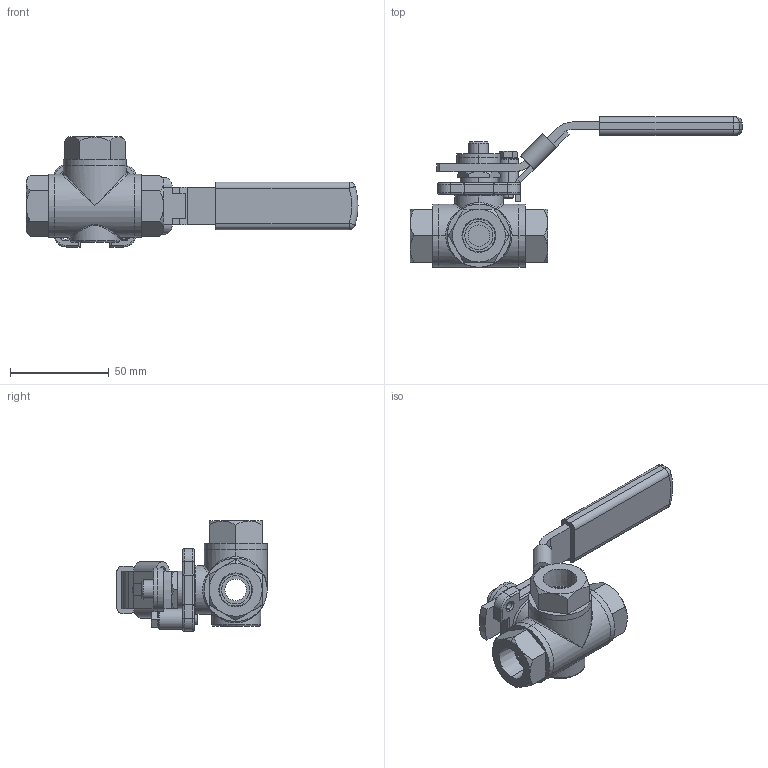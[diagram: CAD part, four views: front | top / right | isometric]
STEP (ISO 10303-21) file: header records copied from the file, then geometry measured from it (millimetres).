
FILE_DESCRIPTION (( 'STEP AP214' ), '1' );
FILE_NAME ('38-TH-0038-XXX.step', '2019-12-06T21:05:57', ( '' ), ( '' ), 'SwSTEP 2.0', 'SolidWorks 2019', '' );
FILE_SCHEMA (( 'AUTOMOTIVE_DESIGN' ));
Length unit declared in the file: inch
Products named in the file (2): 38-TH-0038-XXX
Bounding box: 168.27 x 76.31 x 55.82 mm (x, y, z)
Surface area: 34754.6 mm2 (no closed solid volume)
Topology: 0 solids, 14 shells, 322 faces, 798 edges, 484 vertices
Faces by surface type: plane 124, cylinder 107, cone 47, torus 30, sphere 7, bspline 7
Entity records: 14922 total; most frequent: CARTESIAN_POINT 3242, DIRECTION 1600, ORIENTED_EDGE 1470, EDGE_CURVE 790, AXIS2_PLACEMENT_3D 608, VERTEX_POINT 484, VECTOR 384, LINE 384
